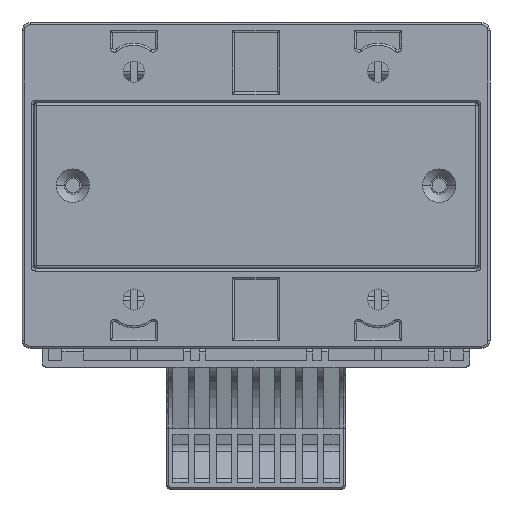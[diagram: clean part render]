
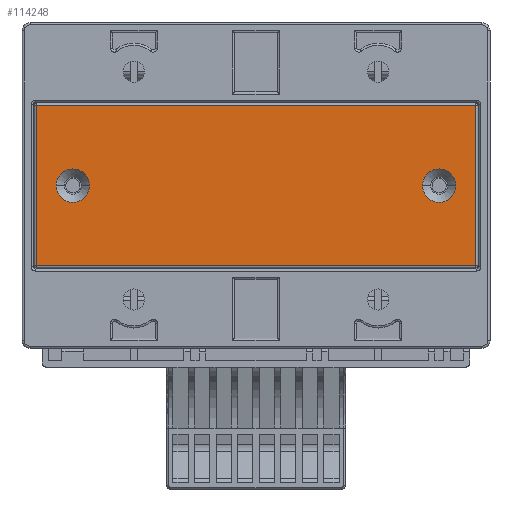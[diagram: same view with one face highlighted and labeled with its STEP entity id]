
A CAD part, front view. The second image highlights one B-rep face of the part: STEP entity #114248.
In plain terms, the highlighted face is planar.
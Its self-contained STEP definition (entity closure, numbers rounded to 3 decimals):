
#112886=DIRECTION('',(0.,0.,1.));
#112887=VECTOR('',#112886,39.5);
#112888=CARTESIAN_POINT('',(-54.,1.8,-19.75));
#112889=LINE('',#112888,#112887);
#112890=DIRECTION('',(-1.,0.,0.));
#112891=VECTOR('',#112890,108.);
#112892=CARTESIAN_POINT('',(54.,1.8,-19.75));
#112893=LINE('',#112892,#112891);
#112894=DIRECTION('',(0.,0.,-1.));
#112895=VECTOR('',#112894,39.5);
#112896=CARTESIAN_POINT('',(54.,1.8,19.75));
#112897=LINE('',#112896,#112895);
#112898=DIRECTION('',(1.,0.,0.));
#112899=VECTOR('',#112898,108.);
#112900=CARTESIAN_POINT('',(-54.,1.8,19.75));
#112901=LINE('',#112900,#112899);
#112902=CARTESIAN_POINT('',(-45.,1.8,0.));
#112903=DIRECTION('',(0.,1.,0.));
#112904=DIRECTION('',(-1.,0.,0.));
#112905=AXIS2_PLACEMENT_3D('',#112902,#112903,#112904);
#112907=CARTESIAN_POINT('',(-45.,1.8,0.));
#112908=DIRECTION('',(0.,1.,0.));
#112909=DIRECTION('',(1.,0.,0.));
#112910=AXIS2_PLACEMENT_3D('',#112907,#112908,#112909);
#112912=CARTESIAN_POINT('',(45.,1.8,0.));
#112913=DIRECTION('',(0.,1.,0.));
#112914=DIRECTION('',(-1.,0.,0.));
#112915=AXIS2_PLACEMENT_3D('',#112912,#112913,#112914);
#112917=CARTESIAN_POINT('',(45.,1.8,0.));
#112918=DIRECTION('',(0.,1.,0.));
#112919=DIRECTION('',(1.,0.,0.));
#112920=AXIS2_PLACEMENT_3D('',#112917,#112918,#112919);
#113476=CARTESIAN_POINT('',(-54.,1.8,-19.75));
#113477=CARTESIAN_POINT('',(-54.,1.8,19.75));
#113478=VERTEX_POINT('',#113476);
#113479=VERTEX_POINT('',#113477);
#113484=CARTESIAN_POINT('',(54.,1.8,19.75));
#113485=VERTEX_POINT('',#113484);
#113490=CARTESIAN_POINT('',(54.,1.8,-19.75));
#113491=VERTEX_POINT('',#113490);
#113504=CARTESIAN_POINT('',(-49.1,1.8,0.));
#113505=CARTESIAN_POINT('',(-40.9,1.8,0.));
#113506=VERTEX_POINT('',#113504);
#113507=VERTEX_POINT('',#113505);
#113508=CARTESIAN_POINT('',(40.9,1.8,0.));
#113509=CARTESIAN_POINT('',(49.1,1.8,0.));
#113510=VERTEX_POINT('',#113508);
#113511=VERTEX_POINT('',#113509);
#114222=CARTESIAN_POINT('',(0.,1.8,0.));
#114223=DIRECTION('',(0.,1.,0.));
#114224=DIRECTION('',(1.,0.,0.));
#114225=AXIS2_PLACEMENT_3D('',#114222,#114223,#114224);
#114226=PLANE('',#114225);
#114228=ORIENTED_EDGE('',*,*,#114227,.F.);
#114230=ORIENTED_EDGE('',*,*,#114229,.F.);
#114232=ORIENTED_EDGE('',*,*,#114231,.F.);
#114233=ORIENTED_EDGE('',*,*,#114212,.F.);
#114234=EDGE_LOOP('',(#114228,#114230,#114232,#114233));
#114235=FACE_OUTER_BOUND('',#114234,.F.);
#114237=ORIENTED_EDGE('',*,*,#114236,.T.);
#114239=ORIENTED_EDGE('',*,*,#114238,.T.);
#114240=EDGE_LOOP('',(#114237,#114239));
#114241=FACE_BOUND('',#114240,.F.);
#114243=ORIENTED_EDGE('',*,*,#114242,.T.);
#114245=ORIENTED_EDGE('',*,*,#114244,.T.);
#114246=EDGE_LOOP('',(#114243,#114245));
#114247=FACE_BOUND('',#114246,.F.);
#112906=CIRCLE('',#112905,4.1);
#112911=CIRCLE('',#112910,4.1);
#112916=CIRCLE('',#112915,4.1);
#112921=CIRCLE('',#112920,4.1);
#114212=EDGE_CURVE('',#113479,#113485,#112901,.T.);
#114227=EDGE_CURVE('',#113478,#113479,#112889,.T.);
#114229=EDGE_CURVE('',#113491,#113478,#112893,.T.);
#114231=EDGE_CURVE('',#113485,#113491,#112897,.T.);
#114236=EDGE_CURVE('',#113506,#113507,#112906,.T.);
#114238=EDGE_CURVE('',#113507,#113506,#112911,.T.);
#114242=EDGE_CURVE('',#113510,#113511,#112916,.T.);
#114244=EDGE_CURVE('',#113511,#113510,#112921,.T.);
#114248=ADVANCED_FACE('',(#114235,#114241,#114247),#114226,.T.);
